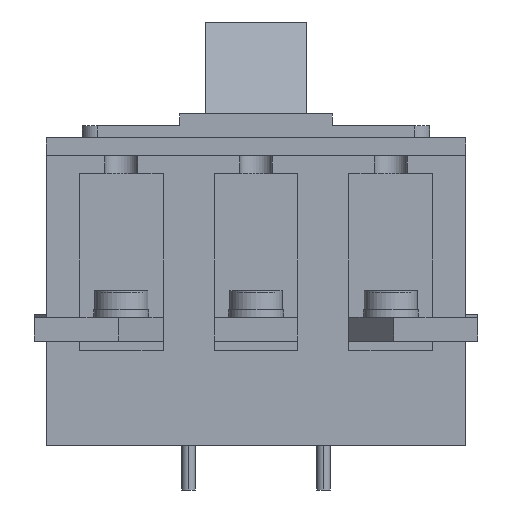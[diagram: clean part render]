
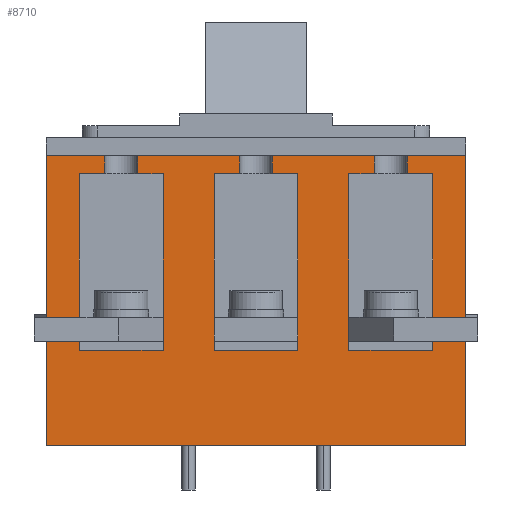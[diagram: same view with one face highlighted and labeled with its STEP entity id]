
A CAD part, front view. The second image highlights one B-rep face of the part: STEP entity #8710.
In plain terms, the highlighted planar face has unit normal (0, -1, 0).
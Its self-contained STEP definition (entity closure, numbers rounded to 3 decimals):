
#360=CARTESIAN_POINT('',(188.107,377.899,-111.));
#370=VERTEX_POINT('',#360);
#400=CARTESIAN_POINT('',(188.107,377.899,
-14.));
#410=DIRECTION('',(0.,0.,-1.));
#420=VECTOR('',#410,1.);
#430=LINE('',#400,#420);
#440=CARTESIAN_POINT('',(188.107,377.899,
-14.));
#450=VERTEX_POINT('',#440);
#460=EDGE_CURVE('',#450,#370,#430,.T.);
#2720=CARTESIAN_POINT('',(48.107,377.899,
-14.));
#2730=VERTEX_POINT('',#2720);
#2760=CARTESIAN_POINT('',(48.107,377.899,0.));
#2770=DIRECTION('',(0.,0.,-1.));
#2780=VECTOR('',#2770,1.);
#2790=LINE('',#2760,#2780);
#2800=CARTESIAN_POINT('',(48.107,377.899,-111.));
#2810=VERTEX_POINT('',#2800);
#2820=EDGE_CURVE('',#2730,#2810,#2790,.T.);
#6040=CARTESIAN_POINT('',(0.,377.899,-14.));
#6050=DIRECTION('',(-1.,0.,0.));
#6060=VECTOR('',#6050,1.);
#6070=LINE('',#6040,#6060);
#6080=CARTESIAN_POINT('',(168.607,377.899,
-14.));
#6090=VERTEX_POINT('',#6080);
#6100=EDGE_CURVE('',#450,#6090,#6070,.T.);
#6330=CARTESIAN_POINT('',(157.607,377.899,
-14.));
#6340=VERTEX_POINT('',#6330);
#6370=CARTESIAN_POINT('',(123.607,377.899,
-14.));
#6380=VERTEX_POINT('',#6370);
#6390=EDGE_CURVE('',#6340,#6380,#6070,.T.);
#6620=CARTESIAN_POINT('',(112.607,377.899,
-14.));
#6630=VERTEX_POINT('',#6620);
#6660=CARTESIAN_POINT('',(78.607,377.899,
-14.));
#6670=VERTEX_POINT('',#6660);
#6680=EDGE_CURVE('',#6630,#6670,#6070,.T.);
#6910=CARTESIAN_POINT('',(67.607,377.899,
-14.));
#6920=VERTEX_POINT('',#6910);
#6950=EDGE_CURVE('',#6920,#2730,#6070,.T.);
#7020=CARTESIAN_POINT('',(188.107,377.899,-111.));
#7030=DIRECTION('',(0.,1.,0.));
#7040=DIRECTION('',(0.,0.,-1.));
#7050=AXIS2_PLACEMENT_3D('',#7020,#7030,#7040);
#7060=PLANE('',#7050);
#7070=CARTESIAN_POINT('',(67.607,377.899,0.));
#7080=DIRECTION('',(0.,0.,-1.));
#7090=VECTOR('',#7080,1.);
#7100=LINE('',#7070,#7090);
#7110=CARTESIAN_POINT('',(67.607,377.899,-20.));
#7120=VERTEX_POINT('',#7110);
#7130=EDGE_CURVE('',#6920,#7120,#7100,.T.);
#7140=ORIENTED_EDGE('',*,*,#7130,.F.);
#7150=CARTESIAN_POINT('',(0.,377.899,-20.));
#7160=DIRECTION('',(1.,0.,0.));
#7170=VECTOR('',#7160,1.);
#7180=LINE('',#7150,#7170);
#7190=CARTESIAN_POINT('',(59.107,377.899,-20.));
#7200=VERTEX_POINT('',#7190);
#7210=EDGE_CURVE('',#7200,#7120,#7180,.T.);
#7220=ORIENTED_EDGE('',*,*,#7210,.T.);
#7230=CARTESIAN_POINT('',(59.107,377.899,0.));
#7240=DIRECTION('',(0.,0.,-1.));
#7250=VECTOR('',#7240,1.);
#7260=LINE('',#7230,#7250);
#7270=CARTESIAN_POINT('',(59.107,377.899,
-79.067));
#7280=VERTEX_POINT('',#7270);
#7290=EDGE_CURVE('',#7200,#7280,#7260,.T.);
#7300=ORIENTED_EDGE('',*,*,#7290,.F.);
#7310=CARTESIAN_POINT('',(0.,377.899,-79.067));
#7320=DIRECTION('',(1.,0.,0.));
#7330=VECTOR('',#7320,1.);
#7340=LINE('',#7310,#7330);
#7350=CARTESIAN_POINT('',(87.107,377.899,
-79.067));
#7360=VERTEX_POINT('',#7350);
#7370=EDGE_CURVE('',#7280,#7360,#7340,.T.);
#7380=ORIENTED_EDGE('',*,*,#7370,.F.);
#7390=CARTESIAN_POINT('',(87.107,377.899,0.));
#7400=DIRECTION('',(0.,0.,1.));
#7410=VECTOR('',#7400,1.);
#7420=LINE('',#7390,#7410);
#7430=CARTESIAN_POINT('',(87.107,377.899,-20.));
#7440=VERTEX_POINT('',#7430);
#7450=EDGE_CURVE('',#7360,#7440,#7420,.T.);
#7460=ORIENTED_EDGE('',*,*,#7450,.F.);
#7470=CARTESIAN_POINT('',(78.607,377.899,-20.));
#7480=VERTEX_POINT('',#7470);
#7490=EDGE_CURVE('',#7480,#7440,#7180,.T.);
#7500=ORIENTED_EDGE('',*,*,#7490,.T.);
#7510=CARTESIAN_POINT('',(78.607,377.899,0.));
#7520=DIRECTION('',(0.,0.,1.));
#7530=VECTOR('',#7520,1.);
#7540=LINE('',#7510,#7530);
#7550=EDGE_CURVE('',#7480,#6670,#7540,.T.);
#7560=ORIENTED_EDGE('',*,*,#7550,.F.);
#7570=ORIENTED_EDGE('',*,*,#6680,.T.);
#7580=CARTESIAN_POINT('',(112.607,377.899,0.));
#7590=DIRECTION('',(0.,0.,-1.));
#7600=VECTOR('',#7590,1.);
#7610=LINE('',#7580,#7600);
#7620=CARTESIAN_POINT('',(112.607,377.899,-20.));
#7630=VERTEX_POINT('',#7620);
#7640=EDGE_CURVE('',#6630,#7630,#7610,.T.);
#7650=ORIENTED_EDGE('',*,*,#7640,.F.);
#7660=CARTESIAN_POINT('',(0.,377.899,-20.));
#7670=DIRECTION('',(1.,0.,0.));
#7680=VECTOR('',#7670,1.);
#7690=LINE('',#7660,#7680);
#7700=CARTESIAN_POINT('',(104.107,377.899,-20.));
#7710=VERTEX_POINT('',#7700);
#7720=EDGE_CURVE('',#7710,#7630,#7690,.T.);
#7730=ORIENTED_EDGE('',*,*,#7720,.T.);
#7740=CARTESIAN_POINT('',(104.107,377.899,0.));
#7750=DIRECTION('',(0.,0.,-1.));
#7760=VECTOR('',#7750,1.);
#7770=LINE('',#7740,#7760);
#7780=CARTESIAN_POINT('',(104.107,377.899,
-79.067));
#7790=VERTEX_POINT('',#7780);
#7800=EDGE_CURVE('',#7710,#7790,#7770,.T.);
#7810=ORIENTED_EDGE('',*,*,#7800,.F.);
#7820=CARTESIAN_POINT('',(0.,377.899,-79.067));
#7830=DIRECTION('',(1.,0.,0.));
#7840=VECTOR('',#7830,1.);
#7850=LINE('',#7820,#7840);
#7860=CARTESIAN_POINT('',(132.107,377.899,
-79.067));
#7870=VERTEX_POINT('',#7860);
#7880=EDGE_CURVE('',#7790,#7870,#7850,.T.);
#7890=ORIENTED_EDGE('',*,*,#7880,.F.);
#7900=CARTESIAN_POINT('',(132.107,377.899,0.));
#7910=DIRECTION('',(0.,0.,1.));
#7920=VECTOR('',#7910,1.);
#7930=LINE('',#7900,#7920);
#7940=CARTESIAN_POINT('',(132.107,377.899,-20.));
#7950=VERTEX_POINT('',#7940);
#7960=EDGE_CURVE('',#7870,#7950,#7930,.T.);
#7970=ORIENTED_EDGE('',*,*,#7960,.F.);
#7980=CARTESIAN_POINT('',(123.607,377.899,-20.));
#7990=VERTEX_POINT('',#7980);
#8000=EDGE_CURVE('',#7990,#7950,#7690,.T.);
#8010=ORIENTED_EDGE('',*,*,#8000,.T.);
#8020=CARTESIAN_POINT('',(123.607,377.899,0.));
#8030=DIRECTION('',(0.,0.,1.));
#8040=VECTOR('',#8030,1.);
#8050=LINE('',#8020,#8040);
#8060=EDGE_CURVE('',#7990,#6380,#8050,.T.);
#8070=ORIENTED_EDGE('',*,*,#8060,.F.);
#8080=ORIENTED_EDGE('',*,*,#6390,.T.);
#8090=CARTESIAN_POINT('',(157.607,377.899,0.));
#8100=DIRECTION('',(0.,0.,-1.));
#8110=VECTOR('',#8100,1.);
#8120=LINE('',#8090,#8110);
#8130=CARTESIAN_POINT('',(157.607,377.899,-20.));
#8140=VERTEX_POINT('',#8130);
#8150=EDGE_CURVE('',#6340,#8140,#8120,.T.);
#8160=ORIENTED_EDGE('',*,*,#8150,.F.);
#8170=CARTESIAN_POINT('',(0.,377.899,-20.));
#8180=DIRECTION('',(1.,0.,0.));
#8190=VECTOR('',#8180,1.);
#8200=LINE('',#8170,#8190);
#8210=CARTESIAN_POINT('',(149.107,377.899,-20.));
#8220=VERTEX_POINT('',#8210);
#8230=EDGE_CURVE('',#8220,#8140,#8200,.T.);
#8240=ORIENTED_EDGE('',*,*,#8230,.T.);
#8250=CARTESIAN_POINT('',(149.107,377.899,0.));
#8260=DIRECTION('',(0.,0.,-1.));
#8270=VECTOR('',#8260,1.);
#8280=LINE('',#8250,#8270);
#8290=CARTESIAN_POINT('',(149.107,377.899,
-79.067));
#8300=VERTEX_POINT('',#8290);
#8310=EDGE_CURVE('',#8220,#8300,#8280,.T.);
#8320=ORIENTED_EDGE('',*,*,#8310,.F.);
#8330=CARTESIAN_POINT('',(0.,377.899,-79.067));
#8340=DIRECTION('',(1.,0.,0.));
#8350=VECTOR('',#8340,1.);
#8360=LINE('',#8330,#8350);
#8370=CARTESIAN_POINT('',(177.107,377.899,
-79.067));
#8380=VERTEX_POINT('',#8370);
#8390=EDGE_CURVE('',#8300,#8380,#8360,.T.);
#8400=ORIENTED_EDGE('',*,*,#8390,.F.);
#8410=CARTESIAN_POINT('',(177.107,377.899,0.));
#8420=DIRECTION('',(0.,0.,1.));
#8430=VECTOR('',#8420,1.);
#8440=LINE('',#8410,#8430);
#8450=CARTESIAN_POINT('',(177.107,377.899,-20.));
#8460=VERTEX_POINT('',#8450);
#8470=EDGE_CURVE('',#8380,#8460,#8440,.T.);
#8480=ORIENTED_EDGE('',*,*,#8470,.F.);
#8490=CARTESIAN_POINT('',(168.607,377.899,-20.));
#8500=VERTEX_POINT('',#8490);
#8510=EDGE_CURVE('',#8500,#8460,#8200,.T.);
#8520=ORIENTED_EDGE('',*,*,#8510,.T.);
#8530=CARTESIAN_POINT('',(168.607,377.899,0.));
#8540=DIRECTION('',(0.,0.,1.));
#8550=VECTOR('',#8540,1.);
#8560=LINE('',#8530,#8550);
#8570=EDGE_CURVE('',#8500,#6090,#8560,.T.);
#8580=ORIENTED_EDGE('',*,*,#8570,.F.);
#8590=ORIENTED_EDGE('',*,*,#6100,.T.);
#8600=ORIENTED_EDGE('',*,*,#460,.F.);
#8610=CARTESIAN_POINT('',(0.,377.899,-111.));
#8620=DIRECTION('',(-1.,0.,0.));
#8630=VECTOR('',#8620,1.);
#8640=LINE('',#8610,#8630);
#8650=EDGE_CURVE('',#370,#2810,#8640,.T.);
#8660=ORIENTED_EDGE('',*,*,#8650,.F.);
#8670=ORIENTED_EDGE('',*,*,#2820,.T.);
#8680=ORIENTED_EDGE('',*,*,#6950,.T.);
#8690=EDGE_LOOP('',(#8680,#8670,#8660,#8600,#8590,#8580,#8520,#8480,
#8400,#8320,#8240,#8160,#8080,#8070,#8010,#7970,#7890,#7810,#7730,#7650,
#7570,#7560,#7500,#7460,#7380,#7300,#7220,#7140));
#8700=FACE_OUTER_BOUND('',#8690,.T.);
#8710=ADVANCED_FACE('',(#8700),#7060,.F.);
